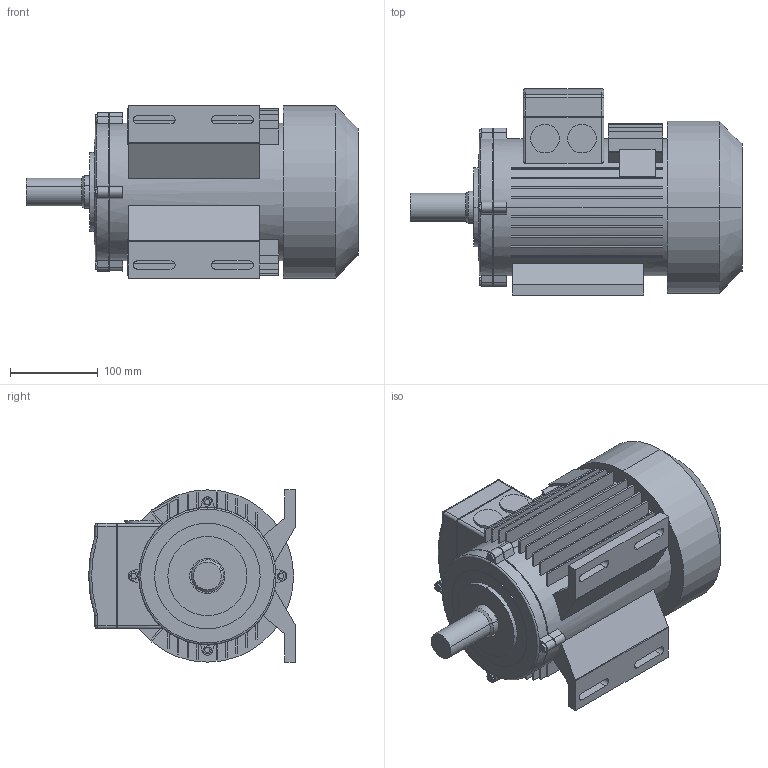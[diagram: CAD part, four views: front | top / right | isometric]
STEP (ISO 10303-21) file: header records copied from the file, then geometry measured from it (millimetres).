
FILE_DESCRIPTION (( 'STEP AP214' ), '1' );
FILE_NAME ('Motor Assembly.STEP', '2017-09-24T03:46:09', ( 'SazaL' ), ( '' ), 'SwSTEP 2.0', 'SolidWorks 2016', '' );
FILE_SCHEMA (( 'AUTOMOTIVE_DESIGN' ));
Length unit declared in the file: inch
Products named in the file (3): AC-Motor; Shaft; Motor Assembly
Assembly tree (2 placements, depth 2):
  Motor Assembly
    AC-Motor
    Shaft
Bounding box: 377.55 x 235 x 196 mm (x, y, z)
Volume: 3237260.1 mm3; surface area: 667416.8 mm2
Topology: 11 solids, 11 shells, 474 faces, 1185 edges, 776 vertices
Faces by surface type: plane 274, cylinder 178, cone 12, torus 6, sphere 4
Entity records: 17041 total; most frequent: DIRECTION 2581, CARTESIAN_POINT 2564, ORIENTED_EDGE 2362, EDGE_CURVE 1181, AXIS2_PLACEMENT_3D 929, VERTEX_POINT 776, LINE 723, VECTOR 723
